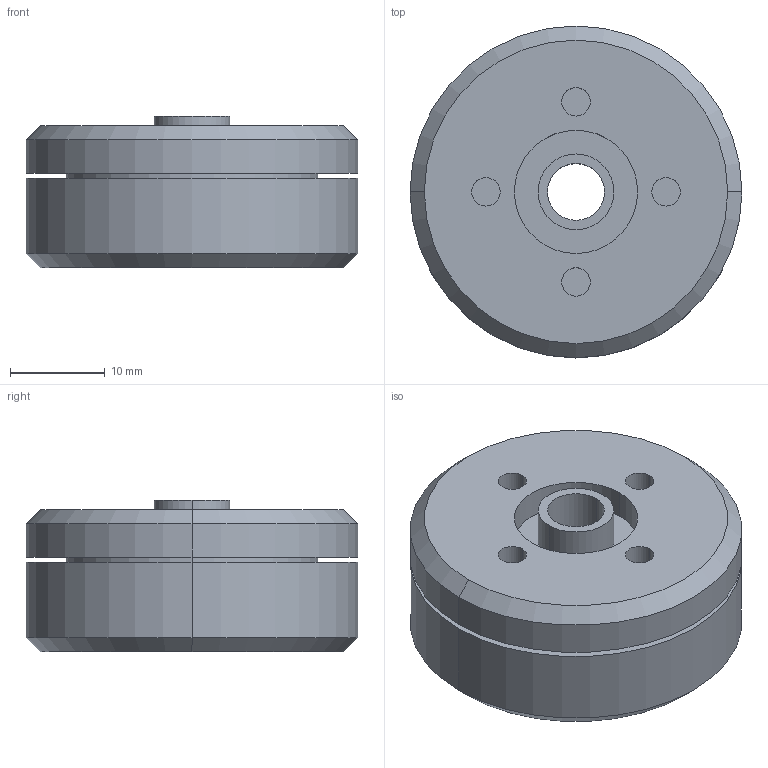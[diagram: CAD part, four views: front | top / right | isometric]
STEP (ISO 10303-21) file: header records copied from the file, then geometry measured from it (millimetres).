
FILE_DESCRIPTION (( 'STEP AP214' ), '1' );
FILE_NAME ('motor2804.STEP', '2023-02-09T11:15:09', ( '' ), ( '' ), 'SwSTEP 2.0', 'SolidWorks 2022', '' );
FILE_SCHEMA (( 'AUTOMOTIVE_DESIGN' ));
Length unit declared in the file: millimetre
Products named in the file (1): motor2804
Bounding box: 35 x 35 x 16 mm (x, y, z)
Volume: 13007.5 mm3; surface area: 5058.1 mm2
Topology: 1 solids, 1 shells, 46 faces, 92 edges, 60 vertices
Faces by surface type: cylinder 28, plane 14, cone 4
Entity records: 1262 total; most frequent: DIRECTION 246, CARTESIAN_POINT 199, ORIENTED_EDGE 184, AXIS2_PLACEMENT_3D 107, EDGE_CURVE 92, EDGE_LOOP 60, CIRCLE 60, VERTEX_POINT 60
